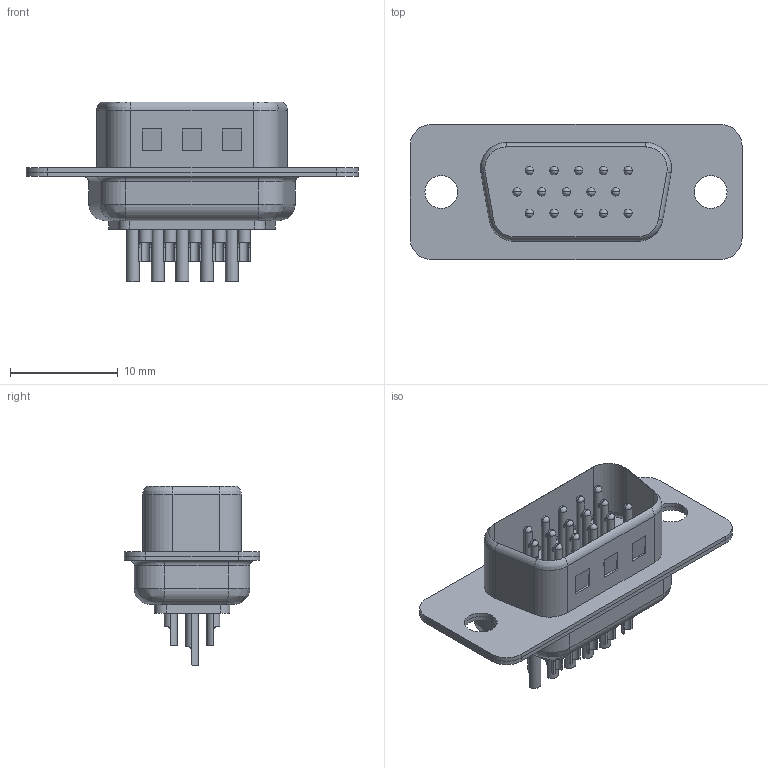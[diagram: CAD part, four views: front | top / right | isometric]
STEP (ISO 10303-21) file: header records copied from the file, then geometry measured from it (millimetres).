
FILE_DESCRIPTION((''),'2;1');
FILE_NAME('104-1510820010-A1_ASM','2016-08-31T',('henry'),(''),'PRO/ENGINEER BY PARAMETRIC TECHNOLOGY CORPORATION, 2008230','PRO/ENGINEER BY PARAMETRIC TECHNOLOGY CORPORATION, 2008230','');
FILE_SCHEMA(('CONFIG_CONTROL_DESIGN'));
Length unit declared in the file: millimetre
Products named in the file (20): MSBR-19; MSBR-18; MSBR-17; MSBR-16; MSBR-15; MSBR-14; MSBR-13; MSBR-12; MSBR-11; MSBR-10; MSBR-9; MSBR-8; MSBR-7; MSBR-6; MSBR-5; MSBR-4; MSBR-3; MSBR-2; MSBR-1; 104-1510820010-A1_ASM
Assembly tree (19 placements, depth 2):
  104-1510820010-A1_ASM
    MSBR-19
    MSBR-18
    MSBR-17
    MSBR-16
    MSBR-15
    MSBR-14
    MSBR-13
    MSBR-12
    MSBR-11
    MSBR-10
    MSBR-9
    MSBR-8
    MSBR-7
    MSBR-6
    MSBR-5
    MSBR-4
    MSBR-3
    MSBR-2
    MSBR-1
Bounding box: 30.81 x 12.55 x 16.7 mm (x, y, z)
Volume: 1143.9 mm3; surface area: 4255.1 mm2
Topology: 19 solids, 19 shells, 755 faces, 1795 edges, 1133 vertices
Faces by surface type: cylinder 354, plane 245, bspline 110, sphere 30, torus 16
Entity records: 27398 total; most frequent: CARTESIAN_POINT 9566, DIRECTION 3667, ORIENTED_EDGE 3530, EDGE_CURVE 1765, AXIS2_PLACEMENT_3D 1429, VERTEX_POINT 1133, EDGE_LOOP 942, VECTOR 809
